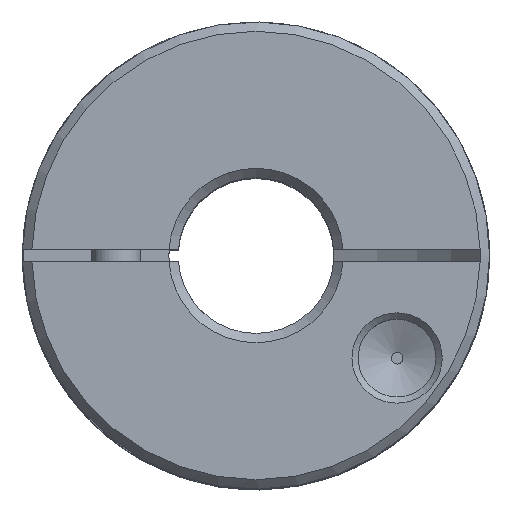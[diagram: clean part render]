
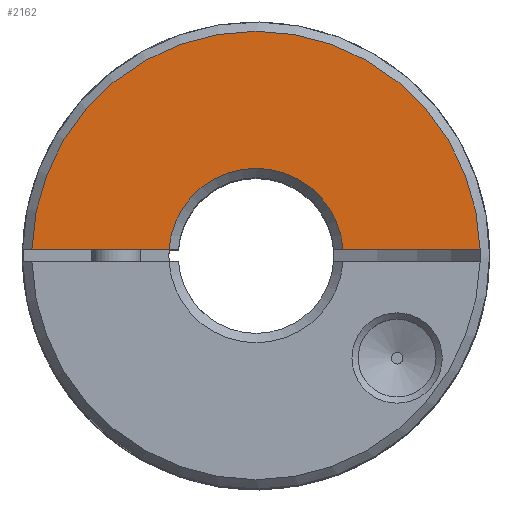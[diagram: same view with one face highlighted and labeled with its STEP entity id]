
A CAD part, top view. The second image highlights one B-rep face of the part: STEP entity #2162.
In plain terms, the highlighted planar face has unit normal (0, 0, 1).
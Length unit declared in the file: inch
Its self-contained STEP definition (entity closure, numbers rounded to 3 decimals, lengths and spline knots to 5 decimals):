
#79=PLANE('',#2340);
#188=FACE_OUTER_BOUND('',#304,.T.);
#304=EDGE_LOOP('',(#1849,#1850,#1851,#1852));
#386=CIRCLE('',#2322,0.36);
#395=CIRCLE('',#2339,0.14);
#606=LINE('',#6844,#756);
#618=LINE('',#6945,#768);
#756=VECTOR('',#2713,0.22022);
#768=VECTOR('',#2769,0.3937);
#966=VERTEX_POINT('',#6832);
#967=VERTEX_POINT('',#6843);
#971=VERTEX_POINT('',#6853);
#986=VERTEX_POINT('',#6932);
#1253=EDGE_CURVE('',#966,#967,#606,.T.);
#1258=EDGE_CURVE('',#971,#967,#386,.T.);
#1282=EDGE_CURVE('',#966,#986,#395,.T.);
#1284=EDGE_CURVE('',#986,#971,#618,.T.);
#1849=ORIENTED_EDGE('',*,*,#1258,.T.);
#1850=ORIENTED_EDGE('',*,*,#1253,.F.);
#1851=ORIENTED_EDGE('',*,*,#1282,.T.);
#1852=ORIENTED_EDGE('',*,*,#1284,.T.);
#2162=ADVANCED_FACE('',(#188),#79,.T.);
#2322=AXIS2_PLACEMENT_3D('',#6854,#2722,#2723);
#2339=AXIS2_PLACEMENT_3D('',#6933,#2765,#2766);
#2340=AXIS2_PLACEMENT_3D('',#6944,#2767,#2768);
#2713=DIRECTION('',(-1.,0.,0.));
#2722=DIRECTION('center_axis',(0.,0.,1.));
#2723=DIRECTION('ref_axis',(1.,0.028,0.));
#2765=DIRECTION('center_axis',(0.,0.,-1.));
#2766=DIRECTION('ref_axis',(-0.997,0.071,0.));
#2767=DIRECTION('center_axis',(0.,0.,1.));
#2768=DIRECTION('ref_axis',(1.,0.,0.));
#2769=DIRECTION('',(1.,0.,0.));
#6832=CARTESIAN_POINT('',(-0.13964,0.01,0.25));
#6843=CARTESIAN_POINT('',(-0.35986,0.01,0.25));
#6844=CARTESIAN_POINT('',(-0.13964,0.01,0.25));
#6853=CARTESIAN_POINT('',(0.3599,0.01,0.24996));
#6854=CARTESIAN_POINT('Origin',(0.,0.,0.25));
#6932=CARTESIAN_POINT('',(0.13964,0.01,0.25));
#6933=CARTESIAN_POINT('Origin',(0.,0.,0.25));
#6944=CARTESIAN_POINT('Origin',(0.,0.,0.25));
#6945=CARTESIAN_POINT('',(-0.032,0.01,0.25));
